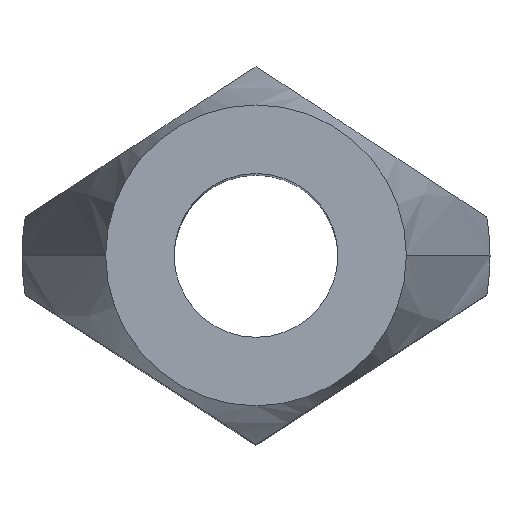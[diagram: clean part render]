
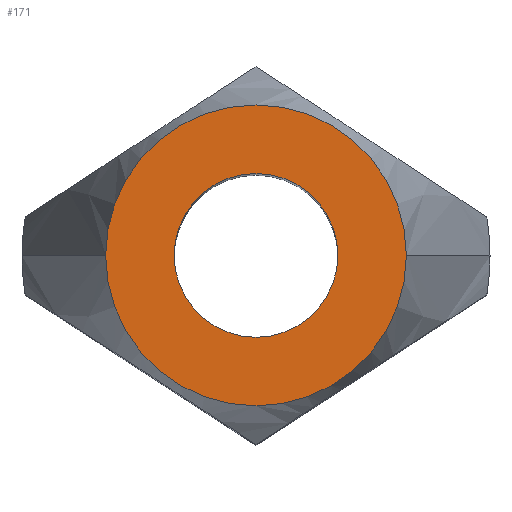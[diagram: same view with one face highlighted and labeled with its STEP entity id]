
A CAD part, top view. The second image highlights one B-rep face of the part: STEP entity #171.
In plain terms, the highlighted planar face has unit normal (0, 0, 1).
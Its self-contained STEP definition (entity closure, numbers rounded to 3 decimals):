
#127=VERTEX_POINT('',#328);
#133=EDGE_CURVE('',#165,#127,#334,.T.);
#135=EDGE_CURVE('',#239,#157,#336,.T.);
#157=VERTEX_POINT('',#359);
#159=EDGE_CURVE('',#157,#239,#361,.T.);
#165=VERTEX_POINT('',#367);
#171=ADVANCED_FACE('',(#374,#375),#376,.T.);
#231=EDGE_CURVE('',#127,#165,#446,.T.);
#239=VERTEX_POINT('',#454);
#328=CARTESIAN_POINT('',(1.928,0.,7.0));
#334=CIRCLE('',#550,1.928);
#336=CIRCLE('',#553,1.05);
#359=CARTESIAN_POINT('',(1.05,0.0,7.0));
#361=CIRCLE('',#597,1.05);
#367=CARTESIAN_POINT('',(-1.928,0.,7.0));
#374=FACE_BOUND('',#611,.T.);
#375=FACE_OUTER_BOUND('',#612,.T.);
#376=PLANE('',#613);
#446=CIRCLE('',#716,1.928);
#454=CARTESIAN_POINT('',(-1.05,0.,7.0));
#550=AXIS2_PLACEMENT_3D('',#852,#853,#854);
#553=AXIS2_PLACEMENT_3D('',#855,#856,#857);
#597=AXIS2_PLACEMENT_3D('',#875,#876,#877);
#611=EDGE_LOOP('',(#890,#891));
#612=EDGE_LOOP('',(#892,#893));
#613=AXIS2_PLACEMENT_3D('',#894,#895,#896);
#716=AXIS2_PLACEMENT_3D('',#1004,#1005,#1006);
#852=CARTESIAN_POINT('',(0.,0.,7.0));
#853=DIRECTION('',(0.,0.,1.0));
#854=DIRECTION('',(-1.0,0.,-0.0));
#855=CARTESIAN_POINT('',(0.0,0.0,7.0));
#856=DIRECTION('',(0.,0.,-1.0));
#857=DIRECTION('',(1.0,0.,0.));
#875=CARTESIAN_POINT('',(0.0,0.0,7.0));
#876=DIRECTION('',(0.,0.,-1.0));
#877=DIRECTION('',(1.0,0.,0.));
#890=ORIENTED_EDGE('',*,*,#159,.T.);
#891=ORIENTED_EDGE('',*,*,#135,.T.);
#892=ORIENTED_EDGE('',*,*,#133,.T.);
#893=ORIENTED_EDGE('',*,*,#231,.T.);
#894=CARTESIAN_POINT('',(-0.964,0.,7.0));
#895=DIRECTION('',(0.,0.,1.0));
#896=DIRECTION('',(-1.0,0.,0.));
#1004=CARTESIAN_POINT('',(0.,0.,7.0));
#1005=DIRECTION('',(0.,0.,1.0));
#1006=DIRECTION('',(-1.0,0.,-0.0));
